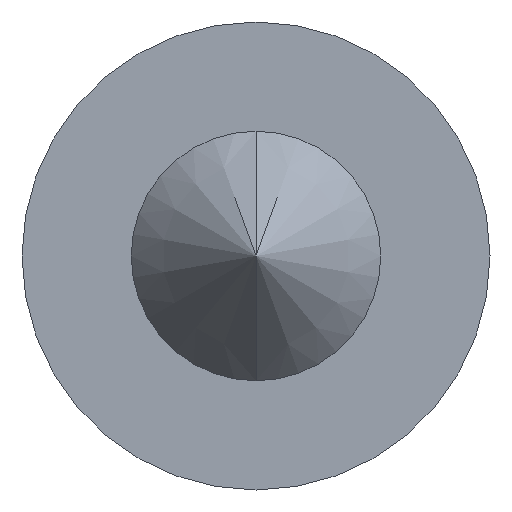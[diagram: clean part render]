
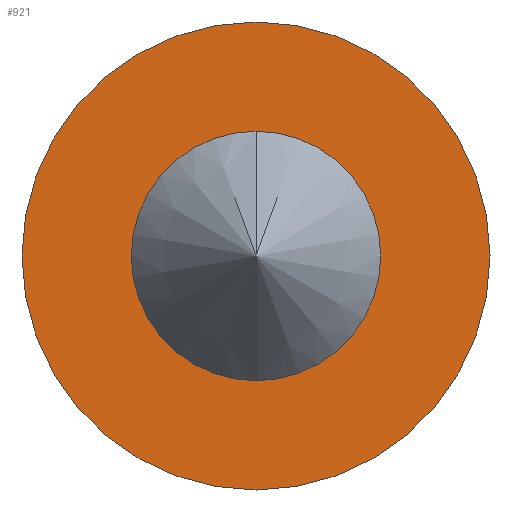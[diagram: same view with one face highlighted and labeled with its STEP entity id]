
A CAD part, front view. The second image highlights one B-rep face of the part: STEP entity #921.
In plain terms, the highlighted planar face has unit normal (0, -1, 0).
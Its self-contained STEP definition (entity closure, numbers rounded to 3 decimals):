
#28 = ORIENTED_EDGE ( 'NONE', *, *, #848, .F. ) ;
#29 = ORIENTED_EDGE ( 'NONE', *, *, #904, .F. ) ;
#30 = ORIENTED_EDGE ( 'NONE', *, *, #907, .T. ) ;
#31 = ORIENTED_EDGE ( 'NONE', *, *, #859, .T. ) ;
#133 = CARTESIAN_POINT ( 'NONE',  ( 0., 0., 0. ) ) ;
#134 = DIRECTION ( 'NONE',  ( 0., 1., 0. ) ) ;
#135 = DIRECTION ( 'NONE',  ( 0., 0., 1. ) ) ;
#166 = CARTESIAN_POINT ( 'NONE',  ( 0., 0., 0. ) ) ;
#167 = DIRECTION ( 'NONE',  ( 0., 1., 0. ) ) ;
#168 = DIRECTION ( 'NONE',  ( 0., 0., -1. ) ) ;
#237 = EDGE_LOOP ( 'NONE', ( #31, #30 ) ) ;
#259 = VERTEX_POINT ( 'NONE', #353 ) ;
#269 = VERTEX_POINT ( 'NONE', #363 ) ;
#275 = VERTEX_POINT ( 'NONE', #369 ) ;
#276 = VERTEX_POINT ( 'NONE', #370 ) ;
#353 = CARTESIAN_POINT ( 'NONE',  ( 0., 0., -7.5 ) ) ;
#363 = CARTESIAN_POINT ( 'NONE',  ( 0., 0., -3.5 ) ) ;
#369 = CARTESIAN_POINT ( 'NONE',  ( 0., 0., 3.5 ) ) ;
#370 = CARTESIAN_POINT ( 'NONE',  ( 0., 0., 7.5 ) ) ;
#448 = CARTESIAN_POINT ( 'NONE',  ( 0., 0., 0. ) ) ;
#467 = DIRECTION ( 'NONE',  ( 0., 1., 0. ) ) ;
#468 = DIRECTION ( 'NONE',  ( 0., 0., 1. ) ) ;
#475 = CARTESIAN_POINT ( 'NONE',  ( 0., 0., 0. ) ) ;
#476 = DIRECTION ( 'NONE',  ( 0., 1., 0. ) ) ;
#477 = DIRECTION ( 'NONE',  ( 0., 0., -1. ) ) ;
#519 = PLANE ( 'NONE',  #763 ) ;
#520 = CARTESIAN_POINT ( 'NONE',  ( 0., 0., 3. ) ) ;
#533 = DIRECTION ( 'NONE',  ( 0., -1., 0. ) ) ;
#534 = DIRECTION ( 'NONE',  ( 0., 0., -1. ) ) ;
#620 = AXIS2_PLACEMENT_3D ( 'NONE', #133, #134, #135 ) ;
#627 = AXIS2_PLACEMENT_3D ( 'NONE', #166, #167, #168 ) ;
#687 = AXIS2_PLACEMENT_3D ( 'NONE', #475, #476, #477 ) ;
#690 = AXIS2_PLACEMENT_3D ( 'NONE', #448, #467, #468 ) ;
#700 = EDGE_LOOP ( 'NONE', ( #28, #29 ) ) ;
#757 = FACE_BOUND ( 'NONE', #237, .T. ) ;
#760 = FACE_OUTER_BOUND ( 'NONE', #700, .T. ) ;
#763 = AXIS2_PLACEMENT_3D ( 'NONE', #520, #533, #534 ) ;
#799 = CIRCLE ( 'NONE', #687, 3.5 ) ;
#803 = CIRCLE ( 'NONE', #690, 7.5 ) ;
#818 = CIRCLE ( 'NONE', #627, 3.5 ) ;
#848 = EDGE_CURVE ( 'NONE', #276, #259, #883, .T. ) ;
#859 = EDGE_CURVE ( 'NONE', #269, #275, #818, .T. ) ;
#883 = CIRCLE ( 'NONE', #620, 7.5 ) ;
#904 = EDGE_CURVE ( 'NONE', #259, #276, #803, .T. ) ;
#907 = EDGE_CURVE ( 'NONE', #275, #269, #799, .T. ) ;
#921 = ADVANCED_FACE ( 'NONE', ( #757, #760 ), #519, .T. ) ;
